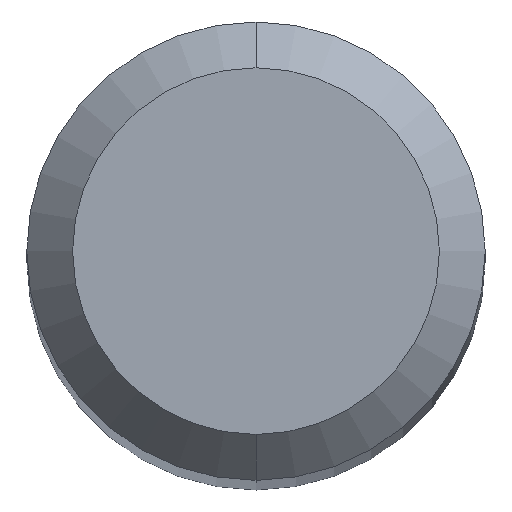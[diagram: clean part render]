
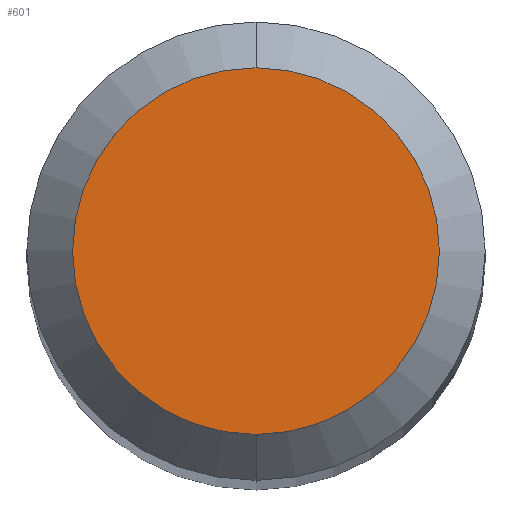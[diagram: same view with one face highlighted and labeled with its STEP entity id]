
A CAD part, top view. The second image highlights one B-rep face of the part: STEP entity #601.
In plain terms, the highlighted planar face has unit normal (0, 0, 1).
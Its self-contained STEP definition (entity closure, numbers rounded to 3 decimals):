
#491=VERTEX_POINT('',#1118);
#495=VERTEX_POINT('',#1122);
#595=EDGE_CURVE('',#491,#495,#1231,.T.);
#601=ADVANCED_FACE('',(#1238),#1239,.T.);
#771=EDGE_CURVE('',#495,#491,#1420,.T.);
#1118=CARTESIAN_POINT('',(0.,-1.2,0.0));
#1122=CARTESIAN_POINT('',(0.0,1.2,0.0));
#1231=CIRCLE('',#2452,1.2);
#1238=FACE_OUTER_BOUND('',#2461,.T.);
#1239=PLANE('',#2462);
#1420=CIRCLE('',#4087,1.2);
#2452=AXIS2_PLACEMENT_3D('',#5951,#5952,#5953);
#2461=EDGE_LOOP('',(#5964,#5965));
#2462=AXIS2_PLACEMENT_3D('',#5966,#5967,#5968);
#4087=AXIS2_PLACEMENT_3D('',#6112,#6113,#6114);
#5951=CARTESIAN_POINT('',(0.0,0.0,0.0));
#5952=DIRECTION('',(0.0,0.0,-1.0));
#5953=DIRECTION('',(0.0,1.0,0.0));
#5964=ORIENTED_EDGE('',*,*,#771,.F.);
#5965=ORIENTED_EDGE('',*,*,#595,.F.);
#5966=CARTESIAN_POINT('',(0.0,0.6,0.0));
#5967=DIRECTION('',(-0.0,0.0,1.0));
#5968=DIRECTION('',(0.0,-1.0,0.0));
#6112=CARTESIAN_POINT('',(0.0,0.0,0.0));
#6113=DIRECTION('',(0.0,0.0,-1.0));
#6114=DIRECTION('',(0.0,1.0,0.0));
